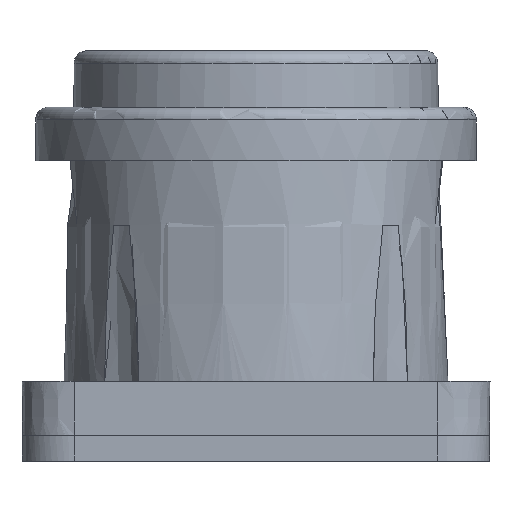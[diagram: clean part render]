
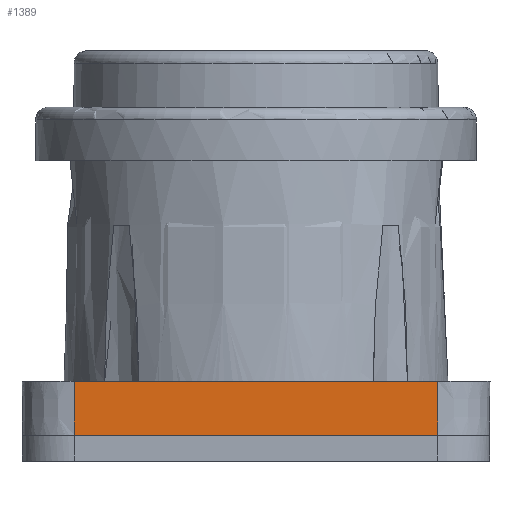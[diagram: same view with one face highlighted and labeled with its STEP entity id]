
A CAD part, front view. The second image highlights one B-rep face of the part: STEP entity #1389.
In plain terms, the highlighted planar face has unit normal (0, -1, -0.009).
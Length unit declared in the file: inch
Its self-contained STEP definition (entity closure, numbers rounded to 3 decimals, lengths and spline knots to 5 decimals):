
#58 = VERTEX_POINT ( 'NONE', #19378 ) ;
#206 = CARTESIAN_POINT ( 'NONE',  ( -0.29167, -1.125, 0. ) ) ;
#403 = AXIS2_PLACEMENT_3D ( 'NONE', #11902, #1473, #1147 ) ;
#1147 = DIRECTION ( 'NONE',  ( 0., 0.009, -1. ) ) ;
#1389 = ADVANCED_FACE ( 'NONE', ( #10188 ), #2855, .T. ) ;
#1473 = DIRECTION ( 'NONE',  ( 0., -1., -0.009 ) ) ;
#1475 = EDGE_CURVE ( 'NONE', #1631, #4854, #5988, .T. ) ;
#1631 = VERTEX_POINT ( 'NONE', #4777 ) ;
#2855 = PLANE ( 'NONE',  #403 ) ;
#4309 = CARTESIAN_POINT ( 'NONE',  ( -0.875, -1.12727, 0.26 ) ) ;
#4476 = EDGE_CURVE ( 'NONE', #4854, #58, #12016, .T. ) ;
#4777 = CARTESIAN_POINT ( 'NONE',  ( -0.875, -1.125, 0. ) ) ;
#4854 = VERTEX_POINT ( 'NONE', #6643 ) ;
#5514 = VERTEX_POINT ( 'NONE', #4309 ) ;
#5755 = B_SPLINE_CURVE_WITH_KNOTS ( 'NONE', 3,
 ( #20832, #21047, #8908, #15899 ),
 .UNSPECIFIED., .F., .F.,
 ( 4, 4 ),
 ( 0., 1. ),
 .UNSPECIFIED. ) ;
#5988 = B_SPLINE_CURVE_WITH_KNOTS ( 'NONE', 3,
 ( #17738, #206, #15794, #22672 ),
 .UNSPECIFIED., .F., .F.,
 ( 4, 4 ),
 ( 0., 1. ),
 .UNSPECIFIED. ) ;
#6479 = ORIENTED_EDGE ( 'NONE', *, *, #1475, .T. ) ;
#6643 = CARTESIAN_POINT ( 'NONE',  ( 0.875, -1.125, 0. ) ) ;
#7963 = ORIENTED_EDGE ( 'NONE', *, *, #4476, .T. ) ;
#8908 = CARTESIAN_POINT ( 'NONE',  ( -0.875, -1.12651, 0.17333 ) ) ;
#10188 = FACE_OUTER_BOUND ( 'NONE', #20069, .T. ) ;
#10373 = ORIENTED_EDGE ( 'NONE', *, *, #11496, .F. ) ;
#11496 = EDGE_CURVE ( 'NONE', #1631, #5514, #5755, .T. ) ;
#11587 = CARTESIAN_POINT ( 'NONE',  ( 0.29167, -1.12727, 0.26 ) ) ;
#11902 = CARTESIAN_POINT ( 'NONE',  ( -0.875, -1.125, 0. ) ) ;
#12016 = B_SPLINE_CURVE_WITH_KNOTS ( 'NONE', 3,
 ( #14670, #16169, #21429, #19951 ),
 .UNSPECIFIED., .F., .F.,
 ( 4, 4 ),
 ( 0., 1. ),
 .UNSPECIFIED. ) ;
#12424 = B_SPLINE_CURVE_WITH_KNOTS ( 'NONE', 3,
 ( #13306, #11587, #20297, #16746 ),
 .UNSPECIFIED., .F., .F.,
 ( 4, 4 ),
 ( 0., 1. ),
 .UNSPECIFIED. ) ;
#13306 = CARTESIAN_POINT ( 'NONE',  ( 0.875, -1.12727, 0.26 ) ) ;
#13603 = ORIENTED_EDGE ( 'NONE', *, *, #14413, .T. ) ;
#14413 = EDGE_CURVE ( 'NONE', #58, #5514, #12424, .T. ) ;
#14670 = CARTESIAN_POINT ( 'NONE',  ( 0.875, -1.125, 0. ) ) ;
#15794 = CARTESIAN_POINT ( 'NONE',  ( 0.29167, -1.125, 0. ) ) ;
#15899 = CARTESIAN_POINT ( 'NONE',  ( -0.875, -1.12727, 0.26 ) ) ;
#16169 = CARTESIAN_POINT ( 'NONE',  ( 0.875, -1.12576, 0.08667 ) ) ;
#16746 = CARTESIAN_POINT ( 'NONE',  ( -0.875, -1.12727, 0.26 ) ) ;
#17738 = CARTESIAN_POINT ( 'NONE',  ( -0.875, -1.125, 0. ) ) ;
#19378 = CARTESIAN_POINT ( 'NONE',  ( 0.875, -1.12727, 0.26 ) ) ;
#19951 = CARTESIAN_POINT ( 'NONE',  ( 0.875, -1.12727, 0.26 ) ) ;
#20069 = EDGE_LOOP ( 'NONE', ( #13603, #10373, #6479, #7963 ) ) ;
#20297 = CARTESIAN_POINT ( 'NONE',  ( -0.29167, -1.12727, 0.26 ) ) ;
#20832 = CARTESIAN_POINT ( 'NONE',  ( -0.875, -1.125, 0. ) ) ;
#21047 = CARTESIAN_POINT ( 'NONE',  ( -0.875, -1.12576, 0.08667 ) ) ;
#21429 = CARTESIAN_POINT ( 'NONE',  ( 0.875, -1.12651, 0.17333 ) ) ;
#22672 = CARTESIAN_POINT ( 'NONE',  ( 0.875, -1.125, 0. ) ) ;
